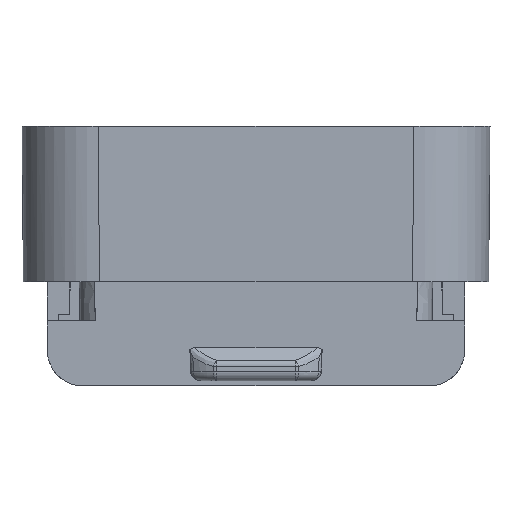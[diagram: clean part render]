
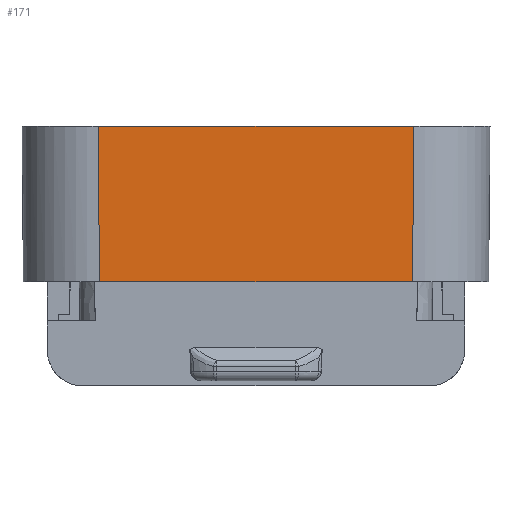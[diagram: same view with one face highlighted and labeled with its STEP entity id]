
A CAD part, front view. The second image highlights one B-rep face of the part: STEP entity #171.
In plain terms, the highlighted planar face has unit normal (0, -1, -0.009).
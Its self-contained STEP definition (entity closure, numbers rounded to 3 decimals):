
#171=ADVANCED_FACE('',(#765),#498,.T.);
#498=PLANE('',#6126);
#765=FACE_OUTER_BOUND('',#1093,.T.);
#1093=EDGE_LOOP('',(#1734,#1735,#1736,#1737,#1738,#1739));
#1734=ORIENTED_EDGE('',*,*,#3929,.F.);
#1735=ORIENTED_EDGE('',*,*,#3945,.T.);
#1736=ORIENTED_EDGE('',*,*,#3806,.T.);
#1737=ORIENTED_EDGE('',*,*,#3805,.T.);
#1738=ORIENTED_EDGE('',*,*,#3946,.F.);
#1739=ORIENTED_EDGE('',*,*,#3930,.F.);
#3261=VERTEX_POINT('',#8150);
#3262=VERTEX_POINT('',#8152);
#3263=VERTEX_POINT('',#8154);
#3371=VERTEX_POINT('',#8403);
#3372=VERTEX_POINT('',#8404);
#3373=VERTEX_POINT('',#8406);
#3805=EDGE_CURVE('',#3262,#3261,#4658,.T.);
#3806=EDGE_CURVE('',#3263,#3262,#4659,.T.);
#3929=EDGE_CURVE('',#3371,#3372,#4762,.T.);
#3930=EDGE_CURVE('',#3372,#3373,#4763,.T.);
#3945=EDGE_CURVE('',#3371,#3263,#4772,.T.);
#3946=EDGE_CURVE('',#3373,#3261,#4773,.T.);
#4658=LINE('',#8151,#5371);
#4659=LINE('',#8153,#5372);
#4762=LINE('',#8402,#5475);
#4763=LINE('',#8405,#5476);
#4772=LINE('',#8434,#5485);
#4773=LINE('',#8436,#5486);
#5371=VECTOR('',#6537,1.);
#5372=VECTOR('',#6538,1.);
#5475=VECTOR('',#6717,1.);
#5476=VECTOR('',#6718,1.);
#5485=VECTOR('',#6741,1.);
#5486=VECTOR('',#6744,1.);
#6126=AXIS2_PLACEMENT_3D('',#8437,#6745,#6746);
#6537=DIRECTION('',(1.,0.,0.));
#6538=DIRECTION('',(1.,0.,0.));
#6717=DIRECTION('',(1.,0.,0.));
#6718=DIRECTION('',(1.,0.,0.));
#6741=DIRECTION('',(0.009,0.009,-1.));
#6744=DIRECTION('',(-0.009,0.009,-1.));
#6745=DIRECTION('',(0.,-1.,-0.009));
#6746=DIRECTION('',(0.,0.009,-1.));
#8150=CARTESIAN_POINT('',(17.677,-11.327,-10.6));
#8151=CARTESIAN_POINT('',(9.75,-11.327,-10.6));
#8152=CARTESIAN_POINT('',(0.,-11.327,-10.6));
#8153=CARTESIAN_POINT('',(0.,-11.327,-10.6));
#8154=CARTESIAN_POINT('',(-17.677,-11.327,-10.6));
#8402=CARTESIAN_POINT('',(0.,-11.48,7.));
#8403=CARTESIAN_POINT('',(-17.831,-11.48,7.));
#8404=CARTESIAN_POINT('',(0.,-11.48,7.));
#8405=CARTESIAN_POINT('',(9.75,-11.48,7.));
#8406=CARTESIAN_POINT('',(17.831,-11.48,7.));
#8434=CARTESIAN_POINT('',(-17.83,-11.479,6.901));
#8436=CARTESIAN_POINT('',(17.83,-11.479,6.901));
#8437=CARTESIAN_POINT('',(0.,-11.48,7.));
